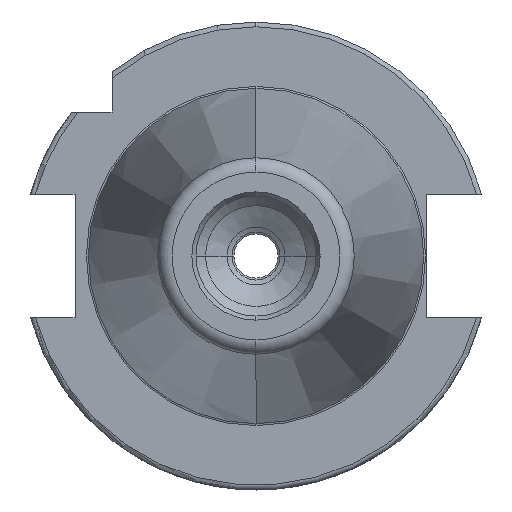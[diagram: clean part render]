
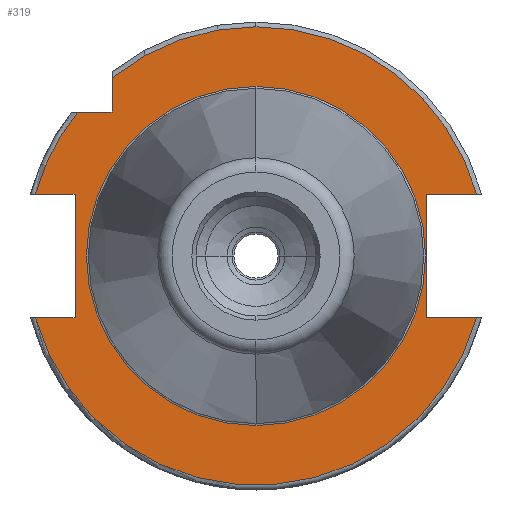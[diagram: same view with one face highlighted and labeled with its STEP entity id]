
A CAD part, left-side view. The second image highlights one B-rep face of the part: STEP entity #319.
In plain terms, the highlighted planar face has unit normal (-1, 0, 0).
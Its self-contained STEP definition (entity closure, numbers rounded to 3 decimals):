
#19 = ORIENTED_EDGE ( 'NONE', *, *, #1357, .T. ) ;
#36 = ORIENTED_EDGE ( 'NONE', *, *, #1233, .T. ) ;
#82 = AXIS2_PLACEMENT_3D ( 'NONE', #3845, #3855, #3887 ) ;
#109 = AXIS2_PLACEMENT_3D ( 'NONE', #3189, #3506, #3511 ) ;
#123 = AXIS2_PLACEMENT_3D ( 'NONE', #3178, #3192, #3194 ) ;
#143 = AXIS2_PLACEMENT_3D ( 'NONE', #2836, #2843, #2888 ) ;
#152 = ORIENTED_EDGE ( 'NONE', *, *, #1358, .T. ) ;
#163 = VERTEX_POINT ( 'NONE', #2772 ) ;
#179 = AXIS2_PLACEMENT_3D ( 'NONE', #1468, #1506, #1508 ) ;
#201 = ORIENTED_EDGE ( 'NONE', *, *, #1369, .F. ) ;
#223 = ORIENTED_EDGE ( 'NONE', *, *, #1381, .F. ) ;
#243 = ORIENTED_EDGE ( 'NONE', *, *, #1388, .T. ) ;
#288 = ORIENTED_EDGE ( 'NONE', *, *, #1400, .F. ) ;
#319 = ADVANCED_FACE ( 'NONE', ( #4219, #4289 ), #3634, .F. ) ;
#323 = ORIENTED_EDGE ( 'NONE', *, *, #1423, .F. ) ;
#330 = EDGE_LOOP ( 'NONE', ( #2190, #2949 ) ) ;
#343 = ORIENTED_EDGE ( 'NONE', *, *, #1425, .T. ) ;
#430 = AXIS2_PLACEMENT_3D ( 'NONE', #2041, #2882, #3659 ) ;
#459 = ORIENTED_EDGE ( 'NONE', *, *, #1430, .T. ) ;
#480 = DIRECTION ( 'NONE',  ( 1., 0., 0. ) ) ;
#493 = VERTEX_POINT ( 'NONE', #2315 ) ;
#640 = AXIS2_PLACEMENT_3D ( 'NONE', #3096, #480, #1684 ) ;
#740 = VECTOR ( 'NONE', #3716, 1000. ) ;
#801 = CIRCLE ( 'NONE', #82, 47.75 ) ;
#806 = VECTOR ( 'NONE', #3730, 1000. ) ;
#863 = LINE ( 'NONE', #3710, #740 ) ;
#870 = VECTOR ( 'NONE', #3576, 1000. ) ;
#900 = EDGE_CURVE ( 'NONE', #2972, #1152, #1818, .T. ) ;
#925 = LINE ( 'NONE', #4183, #806 ) ;
#1074 = CARTESIAN_POINT ( 'NONE',  ( 3.2, -37.149, 30. ) ) ;
#1096 = EDGE_LOOP ( 'NONE', ( #2786, #1943, #19, #36, #152, #201, #223, #243, #288, #323, #343, #459 ) ) ;
#1100 = LINE ( 'NONE', #3386, #1681 ) ;
#1152 = VERTEX_POINT ( 'NONE', #4203 ) ;
#1167 = VECTOR ( 'NONE', #3381, 1000. ) ;
#1207 = CIRCLE ( 'NONE', #109, 47.75 ) ;
#1215 = LINE ( 'NONE', #3466, #870 ) ;
#1233 = EDGE_CURVE ( 'NONE', #493, #1406, #3102, .T. ) ;
#1272 = LINE ( 'NONE', #3363, #1167 ) ;
#1315 = EDGE_CURVE ( 'NONE', #1152, #2972, #1810, .T. ) ;
#1329 = VECTOR ( 'NONE', #3118, 1000. ) ;
#1331 = EDGE_CURVE ( 'NONE', #2163, #163, #2222, .T. ) ;
#1341 = EDGE_CURVE ( 'NONE', #2163, #2346, #1574, .T. ) ;
#1357 = EDGE_CURVE ( 'NONE', #2346, #493, #1803, .T. ) ;
#1358 = EDGE_CURVE ( 'NONE', #1406, #2609, #1738, .T. ) ;
#1369 = EDGE_CURVE ( 'NONE', #2388, #2609, #1272, .T. ) ;
#1381 = EDGE_CURVE ( 'NONE', #2352, #2388, #1100, .T. ) ;
#1388 = EDGE_CURVE ( 'NONE', #2352, #2250, #1207, .T. ) ;
#1400 = EDGE_CURVE ( 'NONE', #4606, #2250, #1215, .T. ) ;
#1406 = VERTEX_POINT ( 'NONE', #4072 ) ;
#1423 = EDGE_CURVE ( 'NONE', #3650, #4606, #863, .T. ) ;
#1425 = EDGE_CURVE ( 'NONE', #3650, #3715, #925, .T. ) ;
#1430 = EDGE_CURVE ( 'NONE', #3715, #163, #801, .T. ) ;
#1451 = VECTOR ( 'NONE', #3037, 1000. ) ;
#1468 = CARTESIAN_POINT ( 'NONE',  ( 3.2, 0., 0. ) ) ;
#1506 = DIRECTION ( 'NONE',  ( -1., 0., 0. ) ) ;
#1508 = DIRECTION ( 'NONE',  ( 0., -1., 0. ) ) ;
#1574 = LINE ( 'NONE', #2923, #1451 ) ;
#1681 = VECTOR ( 'NONE', #3413, 1000. ) ;
#1684 = DIRECTION ( 'NONE',  ( 0., 1., 0. ) ) ;
#1686 = VECTOR ( 'NONE', #2826, 1000. ) ;
#1738 = CIRCLE ( 'NONE', #123, 47.75 ) ;
#1803 = LINE ( 'NONE', #3013, #1329 ) ;
#1810 = CIRCLE ( 'NONE', #143, 35.325 ) ;
#1818 = CIRCLE ( 'NONE', #430, 35.325 ) ;
#1923 = CARTESIAN_POINT ( 'NONE',  ( 3.2, -12.85, 45.988 ) ) ;
#1943 = ORIENTED_EDGE ( 'NONE', *, *, #1341, .T. ) ;
#2041 = CARTESIAN_POINT ( 'NONE',  ( 3.2, 0., 0. ) ) ;
#2163 = VERTEX_POINT ( 'NONE', #3030 ) ;
#2190 = ORIENTED_EDGE ( 'NONE', *, *, #1315, .F. ) ;
#2222 = LINE ( 'NONE', #2825, #1686 ) ;
#2250 = VERTEX_POINT ( 'NONE', #1923 ) ;
#2315 = CARTESIAN_POINT ( 'NONE',  ( 3.2, -12.85, -45.988 ) ) ;
#2346 = VERTEX_POINT ( 'NONE', #3956 ) ;
#2352 = VERTEX_POINT ( 'NONE', #4107 ) ;
#2388 = VERTEX_POINT ( 'NONE', #4416 ) ;
#2534 = CARTESIAN_POINT ( 'NONE',  ( 3.2, 12.85, 45.988 ) ) ;
#2609 = VERTEX_POINT ( 'NONE', #1074 ) ;
#2719 = CARTESIAN_POINT ( 'NONE',  ( 3.2, 35.325, 0. ) ) ;
#2772 = CARTESIAN_POINT ( 'NONE',  ( 3.2, 12.85, -45.988 ) ) ;
#2786 = ORIENTED_EDGE ( 'NONE', *, *, #1331, .F. ) ;
#2809 = CARTESIAN_POINT ( 'NONE',  ( 3.2, -12.85, 37.7 ) ) ;
#2825 = CARTESIAN_POINT ( 'NONE',  ( 3.2, 12.85, -35.5 ) ) ;
#2826 = DIRECTION ( 'NONE',  ( 0., 0., -1. ) ) ;
#2836 = CARTESIAN_POINT ( 'NONE',  ( 3.2, 0., 0. ) ) ;
#2843 = DIRECTION ( 'NONE',  ( -1., 0., 0. ) ) ;
#2882 = DIRECTION ( 'NONE',  ( -1., 0., 0. ) ) ;
#2888 = DIRECTION ( 'NONE',  ( 0., -1., 0. ) ) ;
#2923 = CARTESIAN_POINT ( 'NONE',  ( 3.2, 12.85, -35.5 ) ) ;
#2949 = ORIENTED_EDGE ( 'NONE', *, *, #900, .F. ) ;
#2972 = VERTEX_POINT ( 'NONE', #2719 ) ;
#3013 = CARTESIAN_POINT ( 'NONE',  ( 3.2, -12.85, -35.5 ) ) ;
#3030 = CARTESIAN_POINT ( 'NONE',  ( 3.2, 12.85, -35.5 ) ) ;
#3037 = DIRECTION ( 'NONE',  ( 0., -1., 0. ) ) ;
#3096 = CARTESIAN_POINT ( 'NONE',  ( 3.2, 35.325, 0. ) ) ;
#3102 = CIRCLE ( 'NONE', #179, 47.75 ) ;
#3118 = DIRECTION ( 'NONE',  ( 0., 0., -1. ) ) ;
#3135 = CARTESIAN_POINT ( 'NONE',  ( 3.2, 12.85, 37.7 ) ) ;
#3178 = CARTESIAN_POINT ( 'NONE',  ( 3.2, 0., 0. ) ) ;
#3189 = CARTESIAN_POINT ( 'NONE',  ( 3.2, 0., 0. ) ) ;
#3192 = DIRECTION ( 'NONE',  ( -1., 0., 0. ) ) ;
#3194 = DIRECTION ( 'NONE',  ( 0., -1., 0. ) ) ;
#3363 = CARTESIAN_POINT ( 'NONE',  ( 3.2, -30., 30. ) ) ;
#3381 = DIRECTION ( 'NONE',  ( 0., -1., 0. ) ) ;
#3386 = CARTESIAN_POINT ( 'NONE',  ( 3.2, -30., 38.426 ) ) ;
#3413 = DIRECTION ( 'NONE',  ( 0., 0., -1. ) ) ;
#3466 = CARTESIAN_POINT ( 'NONE',  ( 3.2, -12.85, 37.7 ) ) ;
#3506 = DIRECTION ( 'NONE',  ( -1., 0., 0. ) ) ;
#3511 = DIRECTION ( 'NONE',  ( 0., -1., 0. ) ) ;
#3576 = DIRECTION ( 'NONE',  ( 0., 0., 1. ) ) ;
#3634 = PLANE ( 'NONE',  #640 ) ;
#3650 = VERTEX_POINT ( 'NONE', #3135 ) ;
#3659 = DIRECTION ( 'NONE',  ( 0., -1., 0. ) ) ;
#3710 = CARTESIAN_POINT ( 'NONE',  ( 3.2, 12.85, 37.7 ) ) ;
#3715 = VERTEX_POINT ( 'NONE', #2534 ) ;
#3716 = DIRECTION ( 'NONE',  ( 0., -1., 0. ) ) ;
#3730 = DIRECTION ( 'NONE',  ( 0., 0., 1. ) ) ;
#3845 = CARTESIAN_POINT ( 'NONE',  ( 3.2, 0., 0. ) ) ;
#3855 = DIRECTION ( 'NONE',  ( -1., 0., 0. ) ) ;
#3887 = DIRECTION ( 'NONE',  ( 0., -1., 0. ) ) ;
#3956 = CARTESIAN_POINT ( 'NONE',  ( 3.2, -12.85, -35.5 ) ) ;
#4072 = CARTESIAN_POINT ( 'NONE',  ( 3.2, -47.75, 0. ) ) ;
#4107 = CARTESIAN_POINT ( 'NONE',  ( 3.2, -30., 37.149 ) ) ;
#4183 = CARTESIAN_POINT ( 'NONE',  ( 3.2, 12.85, 37.7 ) ) ;
#4203 = CARTESIAN_POINT ( 'NONE',  ( 3.2, -35.325, 0. ) ) ;
#4219 = FACE_BOUND ( 'NONE', #330, .T. ) ;
#4289 = FACE_OUTER_BOUND ( 'NONE', #1096, .T. ) ;
#4416 = CARTESIAN_POINT ( 'NONE',  ( 3.2, -30., 30. ) ) ;
#4606 = VERTEX_POINT ( 'NONE', #2809 ) ;
